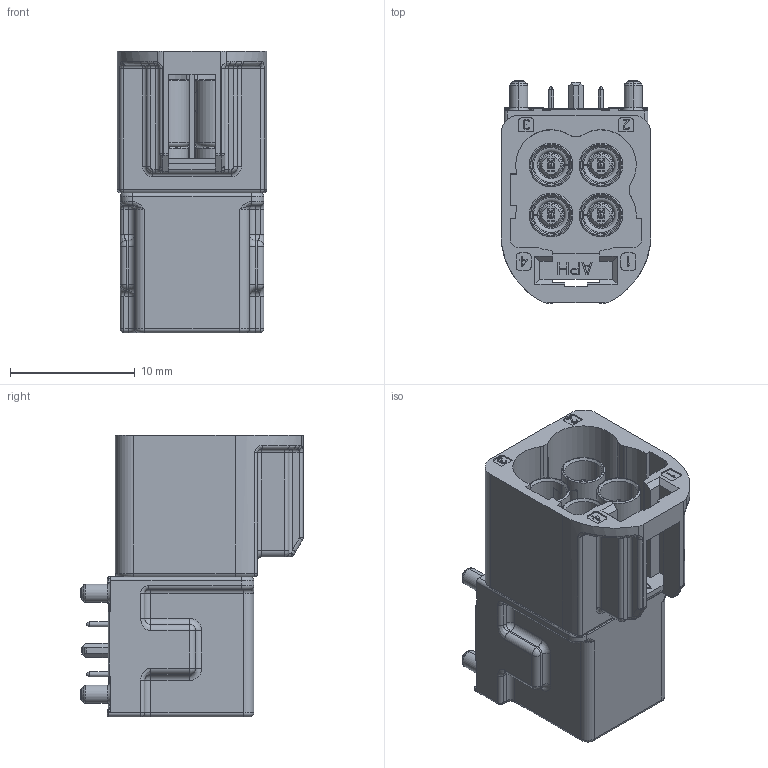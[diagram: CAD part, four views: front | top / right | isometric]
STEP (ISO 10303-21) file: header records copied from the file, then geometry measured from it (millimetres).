
FILE_DESCRIPTION((''),'2;1');
FILE_NAME('FM4-NXRP-PCB-1_SW0001','2021-01-12T19:06:07',('Kaviyarasan'),(''),'CREO PARAMETRIC BY PTC INC, 2019444','CREO PARAMETRIC BY PTC INC, 2019444','');
FILE_SCHEMA(('CONFIG_CONTROL_DESIGN'));
Products named in the file (1): FM4-NXRP-PCB-1_SW0001
Bounding box: 12 x 17.8 x 22.55 mm (x, y, z)
Volume: 2167.4 mm3; surface area: 2821.2 mm2
Topology: 1 solids, 7 shells, 1720 faces, 4434 edges, 2731 vertices
Faces by surface type: plane 708, cylinder 540, bspline 151, torus 147, sphere 110, cone 64
Entity records: 59958 total; most frequent: CARTESIAN_POINT 18921, ORIENTED_EDGE 8856, DIRECTION 8302, EDGE_CURVE 4428, AXIS2_PLACEMENT_3D 2940, VERTEX_POINT 2739, VECTOR 2422, LINE 2422
